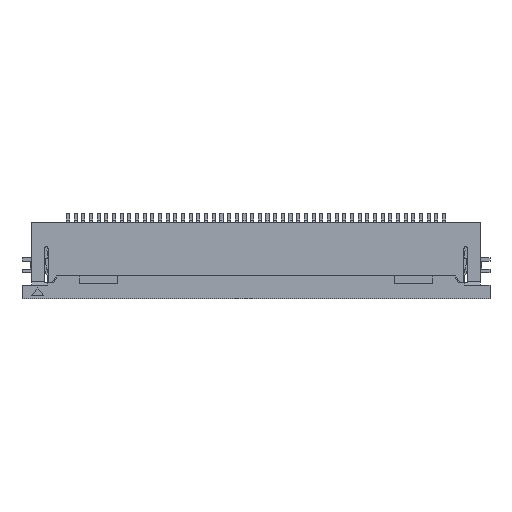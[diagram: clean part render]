
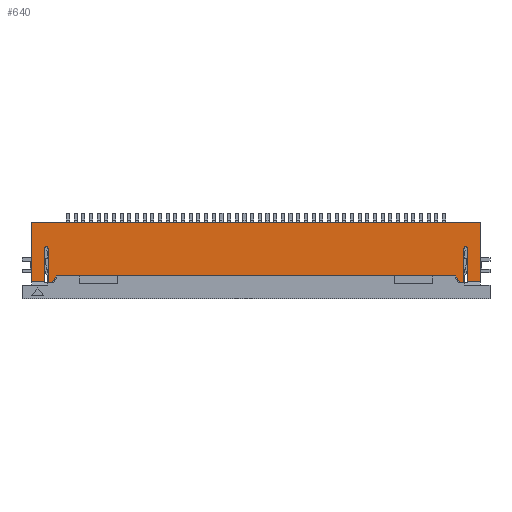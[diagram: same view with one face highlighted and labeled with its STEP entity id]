
A CAD part, top view. The second image highlights one B-rep face of the part: STEP entity #640.
In plain terms, the highlighted planar face has unit normal (0, 0, 1).
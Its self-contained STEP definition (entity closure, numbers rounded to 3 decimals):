
#640=ADVANCED_FACE('',(#5749),#3410,.T.);
#3410=PLANE('',#58292);
#5749=FACE_OUTER_BOUND('',#8564,.T.);
#8564=EDGE_LOOP('',(#11997,#11998,#11999,#12000,#12001,#12002,#12003,#12004,
#12005,#12006,#12007,#12008,#12009,#12010,#12011,#12012));
#11997=ORIENTED_EDGE('',*,*,#33663,.F.);
#11998=ORIENTED_EDGE('',*,*,#33370,.T.);
#11999=ORIENTED_EDGE('',*,*,#33664,.F.);
#12000=ORIENTED_EDGE('',*,*,#33665,.F.);
#12001=ORIENTED_EDGE('',*,*,#33666,.F.);
#12002=ORIENTED_EDGE('',*,*,#33384,.T.);
#12003=ORIENTED_EDGE('',*,*,#33657,.T.);
#12004=ORIENTED_EDGE('',*,*,#33408,.T.);
#12005=ORIENTED_EDGE('',*,*,#33660,.T.);
#12006=ORIENTED_EDGE('',*,*,#33346,.T.);
#12007=ORIENTED_EDGE('',*,*,#33667,.F.);
#12008=ORIENTED_EDGE('',*,*,#33668,.F.);
#12009=ORIENTED_EDGE('',*,*,#33669,.F.);
#12010=ORIENTED_EDGE('',*,*,#33366,.T.);
#12011=ORIENTED_EDGE('',*,*,#33670,.F.);
#12012=ORIENTED_EDGE('',*,*,#33671,.F.);
#27956=VERTEX_POINT('',#77496);
#27957=VERTEX_POINT('',#77498);
#27973=VERTEX_POINT('',#77536);
#27974=VERTEX_POINT('',#77538);
#27977=VERTEX_POINT('',#77545);
#27978=VERTEX_POINT('',#77547);
#27990=VERTEX_POINT('',#77573);
#27991=VERTEX_POINT('',#77575);
#28014=VERTEX_POINT('',#77627);
#28015=VERTEX_POINT('',#77629);
#28247=VERTEX_POINT('',#78132);
#28248=VERTEX_POINT('',#78134);
#28249=VERTEX_POINT('',#78136);
#28250=VERTEX_POINT('',#78139);
#28251=VERTEX_POINT('',#78141);
#28252=VERTEX_POINT('',#78144);
#33346=EDGE_CURVE('',#27957,#27956,#43270,.T.);
#33366=EDGE_CURVE('',#27974,#27973,#43290,.T.);
#33370=EDGE_CURVE('',#27978,#27977,#43294,.T.);
#33384=EDGE_CURVE('',#27991,#27990,#43308,.T.);
#33408=EDGE_CURVE('',#28015,#28014,#43332,.T.);
#33657=EDGE_CURVE('',#27990,#28015,#43579,.T.);
#33660=EDGE_CURVE('',#28014,#27957,#43582,.T.);
#33663=EDGE_CURVE('',#27978,#28247,#43585,.T.);
#33664=EDGE_CURVE('',#28248,#27977,#43586,.T.);
#33665=EDGE_CURVE('',#28249,#28248,#41232,.T.);
#33666=EDGE_CURVE('',#27991,#28249,#43587,.T.);
#33667=EDGE_CURVE('',#28250,#27956,#43588,.T.);
#33668=EDGE_CURVE('',#28251,#28250,#41233,.T.);
#33669=EDGE_CURVE('',#27974,#28251,#43589,.T.);
#33670=EDGE_CURVE('',#28252,#27973,#43590,.T.);
#33671=EDGE_CURVE('',#28247,#28252,#43591,.T.);
#41232=CIRCLE('',#58290,0.125);
#41233=CIRCLE('',#58291,0.125);
#43270=LINE('',#77497,#50780);
#43290=LINE('',#77537,#50800);
#43294=LINE('',#77546,#50804);
#43308=LINE('',#77574,#50818);
#43332=LINE('',#77628,#50842);
#43579=LINE('',#78120,#51089);
#43582=LINE('',#78126,#51092);
#43585=LINE('',#78131,#51095);
#43586=LINE('',#78133,#51096);
#43587=LINE('',#78137,#51097);
#43588=LINE('',#78138,#51098);
#43589=LINE('',#78142,#51099);
#43590=LINE('',#78143,#51100);
#43591=LINE('',#78145,#51101);
#50780=VECTOR('',#62424,1.);
#50800=VECTOR('',#62450,1.);
#50804=VECTOR('',#62456,1.);
#50818=VECTOR('',#62472,1.);
#50842=VECTOR('',#62508,1.);
#51089=VECTOR('',#62787,1.);
#51092=VECTOR('',#62792,1.);
#51095=VECTOR('',#62797,1.);
#51096=VECTOR('',#62798,1.);
#51097=VECTOR('',#62801,1.);
#51098=VECTOR('',#62802,1.);
#51099=VECTOR('',#62805,1.);
#51100=VECTOR('',#62806,1.);
#51101=VECTOR('',#62807,1.);
#58290=AXIS2_PLACEMENT_3D('',#78135,#62799,#62800);
#58291=AXIS2_PLACEMENT_3D('',#78140,#62803,#62804);
#58292=AXIS2_PLACEMENT_3D('',#78146,#62808,#62809);
#62424=DIRECTION('',(1.,0.,0.));
#62450=DIRECTION('',(1.,0.,0.));
#62456=DIRECTION('',(1.,0.,0.));
#62472=DIRECTION('',(1.,0.,0.));
#62508=DIRECTION('',(-1.,0.,0.));
#62787=DIRECTION('',(0.,1.,0.));
#62792=DIRECTION('',(0.,-1.,0.));
#62797=DIRECTION('',(-0.528,0.849,0.));
#62798=DIRECTION('',(0.,-1.,0.));
#62799=DIRECTION('',(0.,0.,1.));
#62800=DIRECTION('',(1.,0.,0.));
#62801=DIRECTION('',(0.,1.,0.));
#62802=DIRECTION('',(0.,-1.,0.));
#62803=DIRECTION('',(0.,0.,1.));
#62804=DIRECTION('',(-1.,0.,0.));
#62805=DIRECTION('',(0.,1.,0.));
#62806=DIRECTION('',(-0.528,-0.849,0.));
#62807=DIRECTION('',(-1.,0.,0.));
#62808=DIRECTION('',(0.,0.,1.));
#62809=DIRECTION('',(1.,0.,0.));
#77496=CARTESIAN_POINT('',(-13.8,1.15,2.));
#77497=CARTESIAN_POINT('',(-14.65,1.15,2.));
#77498=CARTESIAN_POINT('',(-14.65,1.15,2.));
#77536=CARTESIAN_POINT('',(-13.3,1.05,2.));
#77537=CARTESIAN_POINT('',(-13.6,1.05,2.));
#77538=CARTESIAN_POINT('',(-13.55,1.05,2.));
#77545=CARTESIAN_POINT('',(13.55,1.05,2.));
#77546=CARTESIAN_POINT('',(12.675,1.05,2.));
#77547=CARTESIAN_POINT('',(13.3,1.05,2.));
#77573=CARTESIAN_POINT('',(14.65,1.15,2.));
#77574=CARTESIAN_POINT('',(13.6,1.15,2.));
#77575=CARTESIAN_POINT('',(13.8,1.15,2.));
#77627=CARTESIAN_POINT('',(-14.65,5.,2.));
#77628=CARTESIAN_POINT('',(14.65,5.,2.));
#77629=CARTESIAN_POINT('',(14.65,5.,2.));
#78120=CARTESIAN_POINT('',(14.65,1.15,2.));
#78126=CARTESIAN_POINT('',(-14.65,5.,2.));
#78131=CARTESIAN_POINT('',(13.3,1.05,2.));
#78132=CARTESIAN_POINT('',(13.02,1.5,2.));
#78133=CARTESIAN_POINT('',(13.55,3.275,2.));
#78134=CARTESIAN_POINT('',(13.55,3.275,2.));
#78135=CARTESIAN_POINT('',(13.675,3.275,2.));
#78136=CARTESIAN_POINT('',(13.8,3.275,2.));
#78137=CARTESIAN_POINT('',(13.8,1.05,2.));
#78138=CARTESIAN_POINT('',(-13.8,3.275,2.));
#78139=CARTESIAN_POINT('',(-13.8,3.275,2.));
#78140=CARTESIAN_POINT('',(-13.675,3.275,2.));
#78141=CARTESIAN_POINT('',(-13.55,3.275,2.));
#78142=CARTESIAN_POINT('',(-13.55,1.05,2.));
#78143=CARTESIAN_POINT('',(-13.02,1.5,2.));
#78144=CARTESIAN_POINT('',(-13.02,1.5,2.));
#78145=CARTESIAN_POINT('',(13.02,1.5,2.));
#78146=CARTESIAN_POINT('',(0.,0.,2.));
